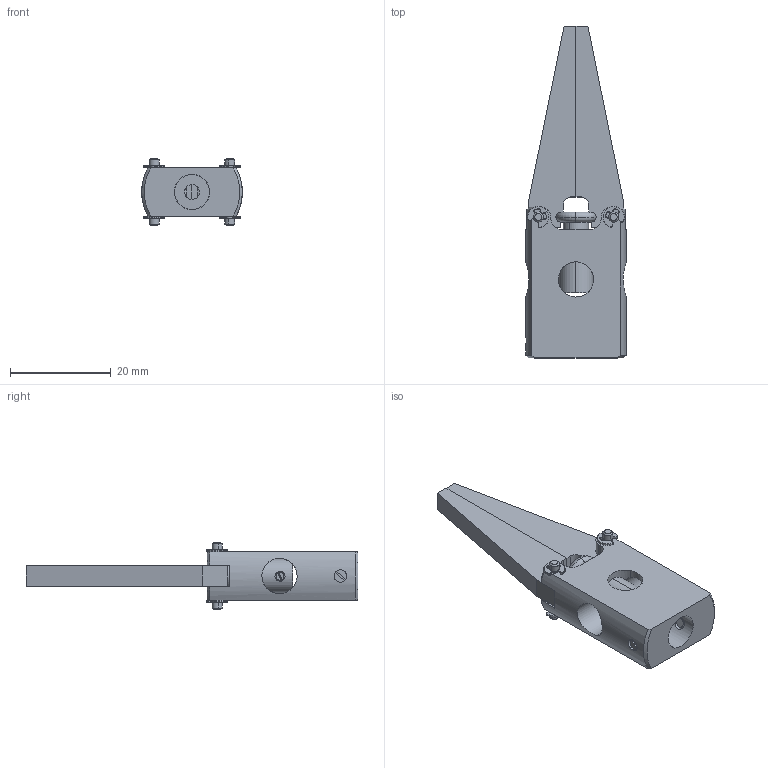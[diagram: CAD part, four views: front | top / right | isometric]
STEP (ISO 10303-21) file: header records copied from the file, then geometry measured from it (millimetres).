
FILE_DESCRIPTION(('CATIA V5 STEP Exchange'),'2;1');
FILE_NAME('PGWMSL(OMH).stp','2016-06-01T12:49:34+00:00',('none'),('none'),'CATIA Version 5 Release 20 SP 7 (IN-10)','CATIA V5 STEP AP203','none');
FILE_SCHEMA(('CONFIG_CONTROL_DESIGN'));
Length unit declared in the file: millimetre
Products named in the file (1): PGWMSL(OM)
Assembly tree (18 placements, depth 2):
  PGWMSL(OM)
    #58  x2
    #585  x2
    #1589
    #2205
    #4337  x4
    #4551  x2
    #4928  x2
    #5305  x4
Bounding box: 20 x 66 x 13.4 mm (x, y, z)
Volume: 5676.5 mm3; surface area: 5580.6 mm2
Topology: 18 solids, 18 shells, 422 faces, 1052 edges, 672 vertices
Faces by surface type: cylinder 190, plane 126, torus 76, cone 30
Entity records: 6480 total; most frequent: CARTESIAN_POINT 1544, ORIENTED_EDGE 1048, DIRECTION 816, EDGE_CURVE 524, AXIS2_PLACEMENT_3D 412, VERTEX_POINT 340, EDGE_LOOP 232, CIRCLE 229
